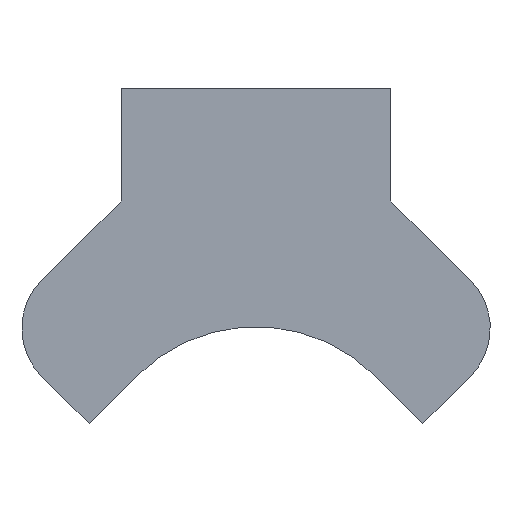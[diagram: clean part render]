
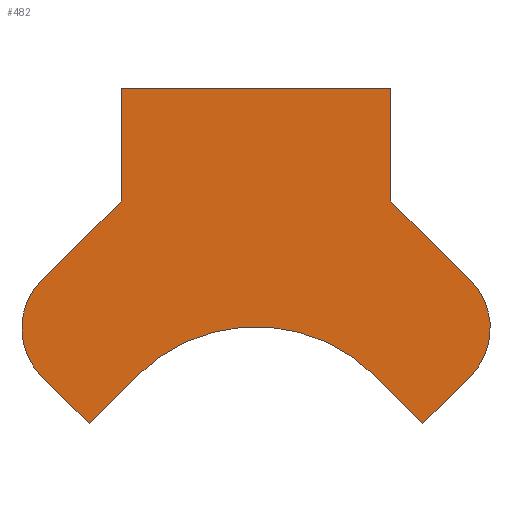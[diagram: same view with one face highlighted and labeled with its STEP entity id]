
A CAD part, front view. The second image highlights one B-rep face of the part: STEP entity #482.
In plain terms, the highlighted planar face has unit normal (0, -1, 0).
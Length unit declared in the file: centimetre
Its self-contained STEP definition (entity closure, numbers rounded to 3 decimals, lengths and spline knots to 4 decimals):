
#55=FACE_OUTER_BOUND('',#87,.T.);
#87=EDGE_LOOP('',(#432,#433,#434,#435,#436,#437,#438,#439,#440,#441,#442,
#443));
#91=LINE('',#694,#139);
#104=LINE('',#732,#152);
#108=LINE('',#745,#156);
#116=LINE('',#769,#164);
#124=LINE('',#790,#172);
#128=LINE('',#800,#176);
#129=LINE('',#802,#177);
#130=LINE('',#804,#178);
#131=LINE('',#806,#179);
#139=VECTOR('',#557,1.);
#152=VECTOR('',#590,1.);
#156=VECTOR('',#604,1.);
#164=VECTOR('',#626,1.);
#172=VECTOR('',#646,1.);
#176=VECTOR('',#656,1.);
#177=VECTOR('',#659,1.);
#178=VECTOR('',#662,1.);
#179=VECTOR('',#665,1.);
#197=CIRCLE('',#528,0.2);
#200=CIRCLE('',#534,0.2);
#201=CIRCLE('',#537,0.5);
#206=VERTEX_POINT('',#691);
#207=VERTEX_POINT('',#693);
#221=VERTEX_POINT('',#729);
#222=VERTEX_POINT('',#731);
#232=VERTEX_POINT('',#759);
#233=VERTEX_POINT('',#761);
#235=VERTEX_POINT('',#767);
#241=VERTEX_POINT('',#784);
#242=VERTEX_POINT('',#786);
#243=VERTEX_POINT('',#792);
#244=VERTEX_POINT('',#794);
#245=VERTEX_POINT('',#798);
#250=EDGE_CURVE('',#206,#207,#91,.T.);
#269=EDGE_CURVE('',#222,#221,#104,.T.);
#276=EDGE_CURVE('',#207,#221,#108,.T.);
#284=EDGE_CURVE('',#232,#233,#197,.T.);
#288=EDGE_CURVE('',#232,#235,#116,.T.);
#297=EDGE_CURVE('',#241,#242,#200,.T.);
#299=EDGE_CURVE('',#241,#222,#124,.T.);
#301=EDGE_CURVE('',#243,#244,#201,.T.);
#304=EDGE_CURVE('',#243,#245,#128,.T.);
#305=EDGE_CURVE('',#245,#242,#129,.T.);
#306=EDGE_CURVE('',#235,#244,#130,.T.);
#307=EDGE_CURVE('',#206,#233,#131,.T.);
#432=ORIENTED_EDGE('',*,*,#284,.F.);
#433=ORIENTED_EDGE('',*,*,#288,.T.);
#434=ORIENTED_EDGE('',*,*,#306,.T.);
#435=ORIENTED_EDGE('',*,*,#301,.F.);
#436=ORIENTED_EDGE('',*,*,#304,.T.);
#437=ORIENTED_EDGE('',*,*,#305,.T.);
#438=ORIENTED_EDGE('',*,*,#297,.F.);
#439=ORIENTED_EDGE('',*,*,#299,.T.);
#440=ORIENTED_EDGE('',*,*,#269,.T.);
#441=ORIENTED_EDGE('',*,*,#276,.F.);
#442=ORIENTED_EDGE('',*,*,#250,.F.);
#443=ORIENTED_EDGE('',*,*,#307,.T.);
#458=PLANE('',#547);
#482=ADVANCED_FACE('',(#55),#458,.T.);
#528=AXIS2_PLACEMENT_3D('',#762,#619,#620);
#534=AXIS2_PLACEMENT_3D('',#787,#641,#642);
#537=AXIS2_PLACEMENT_3D('',#795,#650,#651);
#547=AXIS2_PLACEMENT_3D('',#816,#680,#681);
#557=DIRECTION('',(0.,0.,1.));
#590=DIRECTION('',(0.,0.,1.));
#604=DIRECTION('',(1.,0.,0.));
#619=DIRECTION('center_axis',(0.,1.,0.));
#620=DIRECTION('ref_axis',(-1.,0.,0.));
#626=DIRECTION('',(0.707,0.,-0.707));
#641=DIRECTION('center_axis',(0.,1.,0.));
#642=DIRECTION('ref_axis',(1.,0.,0.));
#646=DIRECTION('',(-0.707,0.,0.707));
#650=DIRECTION('center_axis',(0.,-1.,0.));
#651=DIRECTION('ref_axis',(0.,0.,1.));
#656=DIRECTION('',(0.707,0.,-0.707));
#659=DIRECTION('',(0.707,0.,0.707));
#662=DIRECTION('',(0.707,0.,0.707));
#665=DIRECTION('',(-0.707,0.,-0.707));
#680=DIRECTION('center_axis',(0.,-1.,0.));
#681=DIRECTION('ref_axis',(1.,0.,0.));
#691=CARTESIAN_POINT('',(-0.4,-7.5,0.1657));
#693=CARTESIAN_POINT('',(-0.4,-7.5,0.5));
#694=CARTESIAN_POINT('',(-0.4,-7.5,0.));
#729=CARTESIAN_POINT('',(0.4,-7.5,0.5));
#731=CARTESIAN_POINT('',(0.4,-7.5,0.1657));
#732=CARTESIAN_POINT('',(0.4,-7.5,0.));
#745=CARTESIAN_POINT('',(-0.4,-7.5,0.5));
#759=CARTESIAN_POINT('',(-0.6364,-7.5,-0.3536));
#761=CARTESIAN_POINT('',(-0.6364,-7.5,-0.0707));
#762=CARTESIAN_POINT('Origin',(-0.495,-7.5,-0.2121));
#767=CARTESIAN_POINT('',(-0.495,-7.5,-0.495));
#769=CARTESIAN_POINT('',(-0.7778,-7.5,-0.2121));
#784=CARTESIAN_POINT('',(0.6364,-7.5,-0.0707));
#786=CARTESIAN_POINT('',(0.6364,-7.5,-0.3536));
#787=CARTESIAN_POINT('Origin',(0.495,-7.5,-0.2121));
#790=CARTESIAN_POINT('',(0.7778,-7.5,-0.2121));
#792=CARTESIAN_POINT('',(0.3536,-7.5,-0.3536));
#794=CARTESIAN_POINT('',(-0.3536,-7.5,-0.3536));
#795=CARTESIAN_POINT('Origin',(0.,-7.5,-0.7071));
#798=CARTESIAN_POINT('',(0.495,-7.5,-0.495));
#800=CARTESIAN_POINT('',(0.,-7.5,0.));
#802=CARTESIAN_POINT('',(0.495,-7.5,-0.495));
#804=CARTESIAN_POINT('',(-0.495,-7.5,-0.495));
#806=CARTESIAN_POINT('',(-0.2828,-7.5,0.2828));
#816=CARTESIAN_POINT('Origin',(-0.4,-7.5,0.));
